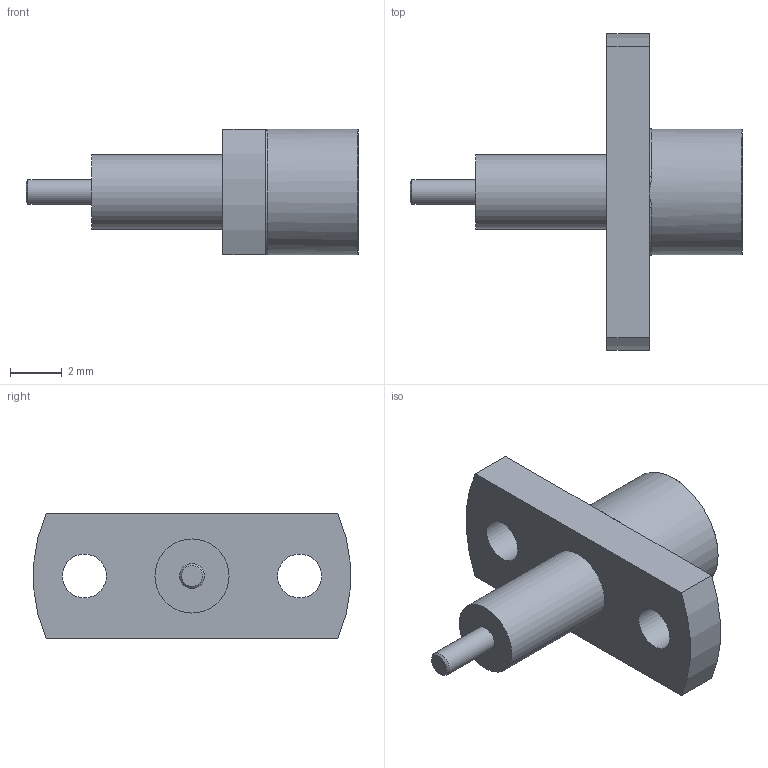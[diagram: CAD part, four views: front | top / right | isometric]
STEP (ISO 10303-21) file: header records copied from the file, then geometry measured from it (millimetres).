
FILE_DESCRIPTION (( 'STEP AP203' ), '1' );
FILE_NAME ('PE4894_3D.step', '2022-01-19T16:21:27', ( '' ), ( '' ), 'SwSTEP 2.0', 'SolidWorks 2021', '' );
FILE_SCHEMA (( 'CONFIG_CONTROL_DESIGN' ));
Length unit declared in the file: inch
Products named in the file (1): PE4894_3D
Bounding box: 12.85 x 12.25 x 4.88 mm (x, y, z)
Volume: 162.4 mm3; surface area: 353.6 mm2
Topology: 1 solids, 1 shells, 55 faces, 140 edges, 88 vertices
Faces by surface type: plane 27, cylinder 14, cone 8, bspline 4, torus 2
Full cylindrical faces by diameter (mm): 0.965 x1, 1.045 x1, 1.702 x2, 1.983 x1, 2.87 x1, 3.447 x1, 4.877 x1
Entity records: 1757 total; most frequent: CARTESIAN_POINT 458, DIRECTION 246, ORIENTED_EDGE 240, EDGE_CURVE 120, AXIS2_PLACEMENT_3D 98, VERTEX_POINT 84, EDGE_LOOP 76, FACE_OUTER_BOUND 63
